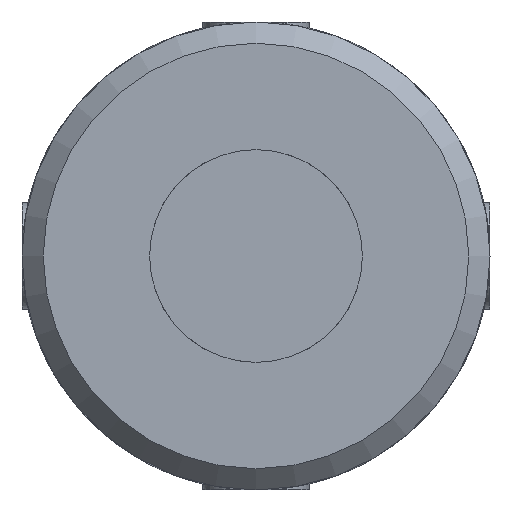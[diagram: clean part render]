
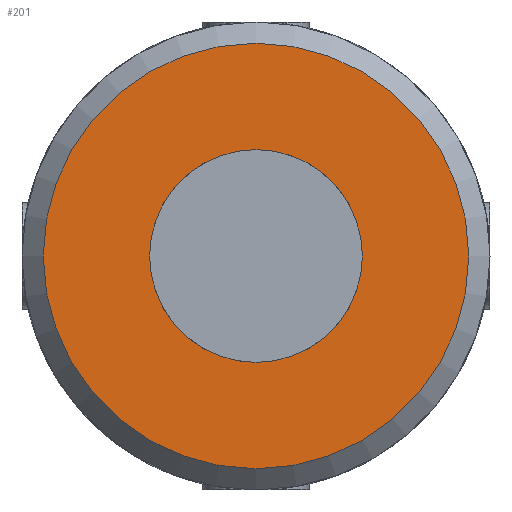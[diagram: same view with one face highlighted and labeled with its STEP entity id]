
A CAD part, left-side view. The second image highlights one B-rep face of the part: STEP entity #201.
In plain terms, the highlighted planar face has unit normal (-1, 0, 0).
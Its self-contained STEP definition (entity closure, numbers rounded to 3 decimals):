
#201 = ADVANCED_FACE( '', ( #410, #411 ), #412, .T. );
#410 = FACE_BOUND( '', #654, .T. );
#411 = FACE_OUTER_BOUND( '', #655, .T. );
#412 = PLANE( '', #656 );
#654 = EDGE_LOOP( '', ( #962 ) );
#655 = EDGE_LOOP( '', ( #963 ) );
#656 = AXIS2_PLACEMENT_3D( '', #964, #965, #966 );
#962 = ORIENTED_EDGE( '', *, *, #1471, .T. );
#963 = ORIENTED_EDGE( '', *, *, #1472, .F. );
#964 = CARTESIAN_POINT( '', ( 0., 10., 0. ) );
#965 = DIRECTION( '', ( -1., 0., 0. ) );
#966 = DIRECTION( '', ( 0., 0., 1. ) );
#1471 = EDGE_CURVE( '', #1735, #1735, #1736, .T. );
#1472 = EDGE_CURVE( '', #1737, #1737, #1738, .T. );
#1735 = VERTEX_POINT( '', #2662 );
#1736 = CIRCLE( '', #2663, 5. );
#1737 = VERTEX_POINT( '', #2664 );
#1738 = CIRCLE( '', #2665, 10. );
#2662 = CARTESIAN_POINT( '', ( 0., 0., -5. ) );
#2663 = AXIS2_PLACEMENT_3D( '', #3222, #3223, #3224 );
#2664 = CARTESIAN_POINT( '', ( 0., 0., -10. ) );
#2665 = AXIS2_PLACEMENT_3D( '', #3225, #3226, #3227 );
#3222 = CARTESIAN_POINT( '', ( 0., 0., 0. ) );
#3223 = DIRECTION( '', ( 1., 0., 0. ) );
#3224 = DIRECTION( '', ( 0., 0., -1. ) );
#3225 = CARTESIAN_POINT( '', ( 0., 0., 0. ) );
#3226 = DIRECTION( '', ( 1., 0., 0. ) );
#3227 = DIRECTION( '', ( 0., 0., -1. ) );
